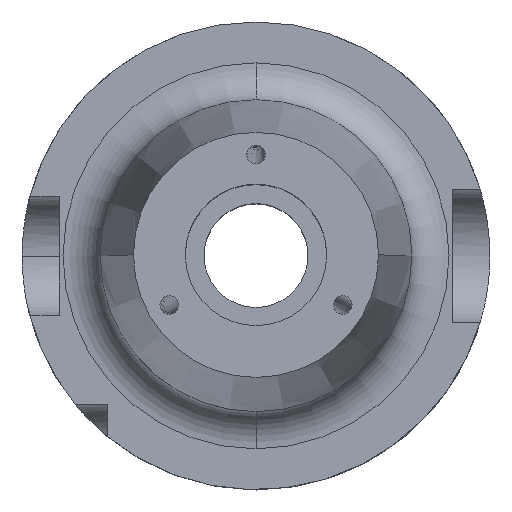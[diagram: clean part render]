
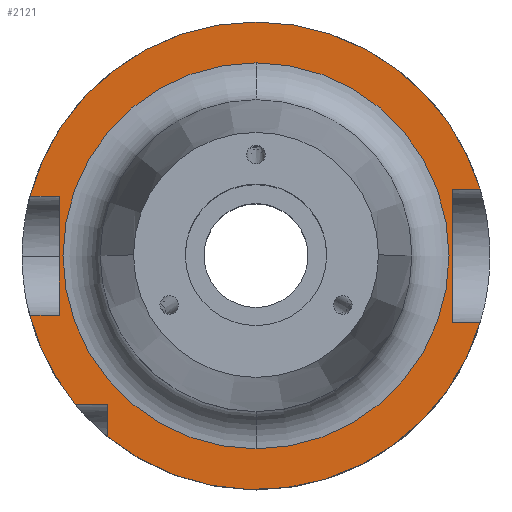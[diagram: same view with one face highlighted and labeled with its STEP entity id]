
A CAD part, top view. The second image highlights one B-rep face of the part: STEP entity #2121.
In plain terms, the highlighted planar face has unit normal (0, 0, 1).
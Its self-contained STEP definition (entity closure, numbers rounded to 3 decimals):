
#6 = CARTESIAN_POINT ( 'NONE',  ( -20., -20., 26. ) ) ;
#33 = VERTEX_POINT ( 'NONE', #1010 ) ;
#68 = AXIS2_PLACEMENT_3D ( 'NONE', #2537, #1776, #4367 ) ;
#185 = VERTEX_POINT ( 'NONE', #6 ) ;
#212 = DIRECTION ( 'NONE',  ( 0., -1., 0. ) ) ;
#260 = EDGE_CURVE ( 'NONE', #810, #4801, #786, .T. ) ;
#319 = DIRECTION ( 'NONE',  ( 0., 0., -1. ) ) ;
#331 = EDGE_CURVE ( 'NONE', #3690, #1053, #2398, .T. ) ;
#348 = FACE_BOUND ( 'NONE', #548, .T. ) ;
#414 = LINE ( 'NONE', #4259, #4237 ) ;
#425 = DIRECTION ( 'NONE',  ( -1., 0., 0. ) ) ;
#426 = ORIENTED_EDGE ( 'NONE', *, *, #4166, .T. ) ;
#448 = FACE_OUTER_BOUND ( 'NONE', #3269, .T. ) ;
#517 = ORIENTED_EDGE ( 'NONE', *, *, #1412, .T. ) ;
#548 = EDGE_LOOP ( 'NONE', ( #3414, #4182 ) ) ;
#555 = AXIS2_PLACEMENT_3D ( 'NONE', #1513, #4126, #1883 ) ;
#627 = VERTEX_POINT ( 'NONE', #2464 ) ;
#694 = LINE ( 'NONE', #1249, #2550 ) ;
#708 = ORIENTED_EDGE ( 'NONE', *, *, #2244, .T. ) ;
#742 = EDGE_CURVE ( 'NONE', #1049, #2627, #1145, .T. ) ;
#770 = ORIENTED_EDGE ( 'NONE', *, *, #331, .F. ) ;
#786 = CIRCLE ( 'NONE', #1339, 26. ) ;
#800 = CARTESIAN_POINT ( 'NONE',  ( 0., 0., 26. ) ) ;
#810 = VERTEX_POINT ( 'NONE', #4719 ) ;
#815 = AXIS2_PLACEMENT_3D ( 'NONE', #3718, #4094, #1857 ) ;
#831 = VECTOR ( 'NONE', #1792, 1000. ) ;
#884 = CIRCLE ( 'NONE', #1642, 26. ) ;
#929 = DIRECTION ( 'NONE',  ( 0., 1., 0. ) ) ;
#945 = VECTOR ( 'NONE', #3812, 1000. ) ;
#998 = CARTESIAN_POINT ( 'NONE',  ( 0., 31.5, 26. ) ) ;
#1010 = CARTESIAN_POINT ( 'NONE',  ( 26.5, -9., 26. ) ) ;
#1031 = CIRCLE ( 'NONE', #2606, 31.5 ) ;
#1049 = VERTEX_POINT ( 'NONE', #3588 ) ;
#1053 = VERTEX_POINT ( 'NONE', #998 ) ;
#1115 = PLANE ( 'NONE',  #815 ) ;
#1145 = CIRCLE ( 'NONE', #2209, 31.5 ) ;
#1149 = CARTESIAN_POINT ( 'NONE',  ( 0., -9., 26. ) ) ;
#1162 = CARTESIAN_POINT ( 'NONE',  ( 0., -20., 26. ) ) ;
#1196 = LINE ( 'NONE', #1149, #2188 ) ;
#1227 = EDGE_CURVE ( 'NONE', #627, #2612, #1031, .T. ) ;
#1235 = ORIENTED_EDGE ( 'NONE', *, *, #742, .F. ) ;
#1249 = CARTESIAN_POINT ( 'NONE',  ( -26.5, 0., 26. ) ) ;
#1319 = CARTESIAN_POINT ( 'NONE',  ( -26.5, -8., 26. ) ) ;
#1329 = LINE ( 'NONE', #2145, #3192 ) ;
#1339 = AXIS2_PLACEMENT_3D ( 'NONE', #3206, #319, #3339 ) ;
#1399 = DIRECTION ( 'NONE',  ( 0., 0., -1. ) ) ;
#1412 = EDGE_CURVE ( 'NONE', #4065, #3203, #3309, .T. ) ;
#1423 = CARTESIAN_POINT ( 'NONE',  ( 0., 8., 26. ) ) ;
#1513 = CARTESIAN_POINT ( 'NONE',  ( 0., 0., 26. ) ) ;
#1577 = ORIENTED_EDGE ( 'NONE', *, *, #3379, .F. ) ;
#1642 = AXIS2_PLACEMENT_3D ( 'NONE', #4674, #2416, #212 ) ;
#1652 = ORIENTED_EDGE ( 'NONE', *, *, #2168, .F. ) ;
#1656 = DIRECTION ( 'NONE',  ( 0., 1., 0. ) ) ;
#1660 = ORIENTED_EDGE ( 'NONE', *, *, #3514, .F. ) ;
#1673 = VERTEX_POINT ( 'NONE', #1824 ) ;
#1759 = ORIENTED_EDGE ( 'NONE', *, *, #3066, .F. ) ;
#1776 = DIRECTION ( 'NONE',  ( 0., 0., -1. ) ) ;
#1792 = DIRECTION ( 'NONE',  ( -1., 0., 0. ) ) ;
#1824 = CARTESIAN_POINT ( 'NONE',  ( -26.5, 8., 26. ) ) ;
#1857 = DIRECTION ( 'NONE',  ( 0., -1., 0. ) ) ;
#1883 = DIRECTION ( 'NONE',  ( 0., 1., 0. ) ) ;
#1960 = CARTESIAN_POINT ( 'NONE',  ( 26.5, 0., 26. ) ) ;
#1972 = EDGE_CURVE ( 'NONE', #4801, #810, #884, .T. ) ;
#1982 = CARTESIAN_POINT ( 'NONE',  ( 0., 9., 26. ) ) ;
#2112 = CARTESIAN_POINT ( 'NONE',  ( -30.467, -8., 26. ) ) ;
#2121 = ADVANCED_FACE ( 'NONE', ( #348, #448 ), #1115, .T. ) ;
#2129 = CARTESIAN_POINT ( 'NONE',  ( 0., 26., 26. ) ) ;
#2145 = CARTESIAN_POINT ( 'NONE',  ( 0., -8., 26. ) ) ;
#2168 = EDGE_CURVE ( 'NONE', #1053, #3203, #4059, .T. ) ;
#2188 = VECTOR ( 'NONE', #2261, 1000. ) ;
#2198 = VECTOR ( 'NONE', #4219, 1000. ) ;
#2209 = AXIS2_PLACEMENT_3D ( 'NONE', #800, #3911, #929 ) ;
#2244 = EDGE_CURVE ( 'NONE', #33, #4065, #2949, .T. ) ;
#2261 = DIRECTION ( 'NONE',  ( -1., 0., 0. ) ) ;
#2369 = VERTEX_POINT ( 'NONE', #1319 ) ;
#2398 = CIRCLE ( 'NONE', #68, 31.5 ) ;
#2416 = DIRECTION ( 'NONE',  ( 0., 0., -1. ) ) ;
#2458 = EDGE_CURVE ( 'NONE', #2612, #2369, #1329, .T. ) ;
#2464 = CARTESIAN_POINT ( 'NONE',  ( -24.336, -20., 26. ) ) ;
#2537 = CARTESIAN_POINT ( 'NONE',  ( 0., 0., 26. ) ) ;
#2550 = VECTOR ( 'NONE', #3113, 1000. ) ;
#2606 = AXIS2_PLACEMENT_3D ( 'NONE', #3625, #1399, #4000 ) ;
#2612 = VERTEX_POINT ( 'NONE', #2112 ) ;
#2627 = VERTEX_POINT ( 'NONE', #4750 ) ;
#2842 = CARTESIAN_POINT ( 'NONE',  ( -30.467, 8., 26. ) ) ;
#2861 = ORIENTED_EDGE ( 'NONE', *, *, #1227, .F. ) ;
#2949 = LINE ( 'NONE', #1960, #945 ) ;
#2993 = ORIENTED_EDGE ( 'NONE', *, *, #2458, .F. ) ;
#3066 = EDGE_CURVE ( 'NONE', #2369, #1673, #694, .T. ) ;
#3113 = DIRECTION ( 'NONE',  ( 0., 1., 0. ) ) ;
#3192 = VECTOR ( 'NONE', #4755, 1000. ) ;
#3203 = VERTEX_POINT ( 'NONE', #4831 ) ;
#3206 = CARTESIAN_POINT ( 'NONE',  ( 0., 0., 26. ) ) ;
#3269 = EDGE_LOOP ( 'NONE', ( #1577, #1660, #1235, #426, #708, #517, #1652, #770, #4325, #1759, #2993, #2861 ) ) ;
#3309 = LINE ( 'NONE', #1982, #2198 ) ;
#3339 = DIRECTION ( 'NONE',  ( 0., -1., 0. ) ) ;
#3379 = EDGE_CURVE ( 'NONE', #185, #627, #4598, .T. ) ;
#3414 = ORIENTED_EDGE ( 'NONE', *, *, #260, .T. ) ;
#3514 = EDGE_CURVE ( 'NONE', #2627, #185, #414, .T. ) ;
#3577 = CARTESIAN_POINT ( 'NONE',  ( 26.5, 9., 26. ) ) ;
#3588 = CARTESIAN_POINT ( 'NONE',  ( 30.187, -9., 26. ) ) ;
#3599 = VECTOR ( 'NONE', #425, 1000. ) ;
#3625 = CARTESIAN_POINT ( 'NONE',  ( 0., 0., 26. ) ) ;
#3690 = VERTEX_POINT ( 'NONE', #2842 ) ;
#3706 = LINE ( 'NONE', #1423, #831 ) ;
#3718 = CARTESIAN_POINT ( 'NONE',  ( 0., 0., 26. ) ) ;
#3812 = DIRECTION ( 'NONE',  ( 0., 1., 0. ) ) ;
#3911 = DIRECTION ( 'NONE',  ( 0., 0., -1. ) ) ;
#4000 = DIRECTION ( 'NONE',  ( 0., 1., 0. ) ) ;
#4059 = CIRCLE ( 'NONE', #555, 31.5 ) ;
#4065 = VERTEX_POINT ( 'NONE', #3577 ) ;
#4094 = DIRECTION ( 'NONE',  ( 0., 0., 1. ) ) ;
#4126 = DIRECTION ( 'NONE',  ( 0., 0., -1. ) ) ;
#4166 = EDGE_CURVE ( 'NONE', #1049, #33, #1196, .T. ) ;
#4182 = ORIENTED_EDGE ( 'NONE', *, *, #1972, .T. ) ;
#4219 = DIRECTION ( 'NONE',  ( 1., 0., 0. ) ) ;
#4237 = VECTOR ( 'NONE', #1656, 1000. ) ;
#4259 = CARTESIAN_POINT ( 'NONE',  ( -20., 0., 26. ) ) ;
#4325 = ORIENTED_EDGE ( 'NONE', *, *, #4838, .F. ) ;
#4367 = DIRECTION ( 'NONE',  ( 0., 1., 0. ) ) ;
#4598 = LINE ( 'NONE', #1162, #3599 ) ;
#4674 = CARTESIAN_POINT ( 'NONE',  ( 0., 0., 26. ) ) ;
#4719 = CARTESIAN_POINT ( 'NONE',  ( 0., -26., 26. ) ) ;
#4750 = CARTESIAN_POINT ( 'NONE',  ( -20., -24.336, 26. ) ) ;
#4755 = DIRECTION ( 'NONE',  ( 1., 0., 0. ) ) ;
#4801 = VERTEX_POINT ( 'NONE', #2129 ) ;
#4831 = CARTESIAN_POINT ( 'NONE',  ( 30.187, 9., 26. ) ) ;
#4838 = EDGE_CURVE ( 'NONE', #1673, #3690, #3706, .T. ) ;
